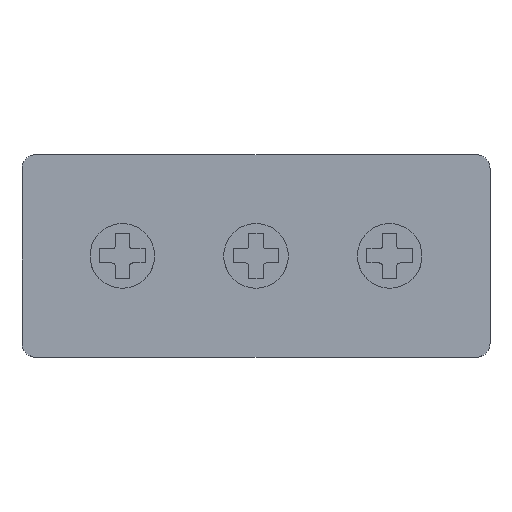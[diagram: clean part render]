
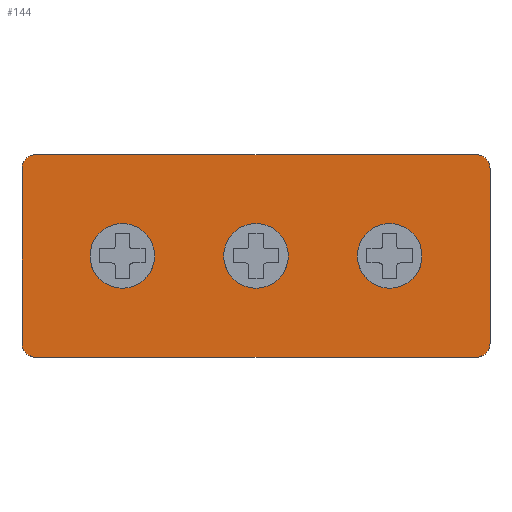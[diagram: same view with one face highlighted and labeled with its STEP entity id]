
A CAD part, top view. The second image highlights one B-rep face of the part: STEP entity #144.
In plain terms, the highlighted planar face has unit normal (0, 0, 1).
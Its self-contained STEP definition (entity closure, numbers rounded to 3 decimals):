
#27=CARTESIAN_POINT('',(0.11,0.009,2.));
#28=DIRECTION('',(0.,0.,-1.));
#29=DIRECTION('',(-0.,-1.,-0.));
#30=AXIS2_PLACEMENT_3D('',#27,#28,#29);
#31=PLANE('',#30);
#32=CARTESIAN_POINT('',(12.,-2.9,2.));
#33=VERTEX_POINT('',#32);
#34=CARTESIAN_POINT('',(12.,0.,2.));
#35=DIRECTION('',(-0.,-0.,1.));
#36=DIRECTION('',(-0.,-1.,-0.));
#37=AXIS2_PLACEMENT_3D('',#34,#35,#36);
#38=CIRCLE('',#37,2.9);
#39=EDGE_CURVE('',#33,#33,#38,.T.);
#40=ORIENTED_EDGE('',*,*,#39,.F.);
#41=EDGE_LOOP('',(#40));
#42=FACE_BOUND('',#41,.T.);
#43=CARTESIAN_POINT('',(-12.,-2.9,2.));
#44=VERTEX_POINT('',#43);
#45=CARTESIAN_POINT('',(-12.,0.,2.));
#46=DIRECTION('',(-0.,-0.,1.));
#47=DIRECTION('',(-0.,-1.,-0.));
#48=AXIS2_PLACEMENT_3D('',#45,#46,#47);
#49=CIRCLE('',#48,2.9);
#50=EDGE_CURVE('',#44,#44,#49,.T.);
#51=ORIENTED_EDGE('',*,*,#50,.F.);
#52=EDGE_LOOP('',(#51));
#53=FACE_BOUND('',#52,.T.);
#54=CARTESIAN_POINT('',(-19.756,-9.1,2.));
#55=VERTEX_POINT('',#54);
#56=CARTESIAN_POINT('',(19.756,-9.1,2.));
#57=VERTEX_POINT('',#56);
#58=CARTESIAN_POINT('',(-19.756,-9.1,2.));
#59=DIRECTION('',(1.,-0.,-0.));
#60=VECTOR('',#59,39.513);
#61=LINE('',#58,#60);
#62=EDGE_CURVE('',#55,#57,#61,.T.);
#63=ORIENTED_EDGE('',*,*,#62,.T.);
#64=CARTESIAN_POINT('',(21.006,-7.85,2.));
#65=VERTEX_POINT('',#64);
#66=CARTESIAN_POINT('',(19.756,-7.85,2.));
#67=DIRECTION('',(-0.,-0.,1.));
#68=DIRECTION('',(-0.,-1.,-0.));
#69=AXIS2_PLACEMENT_3D('',#66,#67,#68);
#70=CIRCLE('',#69,1.25);
#71=EDGE_CURVE('',#57,#65,#70,.T.);
#72=ORIENTED_EDGE('',*,*,#71,.T.);
#73=CARTESIAN_POINT('',(21.006,7.85,2.));
#74=VERTEX_POINT('',#73);
#75=CARTESIAN_POINT('',(21.006,-7.85,2.));
#76=DIRECTION('',(-0.,1.,0.));
#77=VECTOR('',#76,15.7);
#78=LINE('',#75,#77);
#79=EDGE_CURVE('',#65,#74,#78,.T.);
#80=ORIENTED_EDGE('',*,*,#79,.T.);
#81=CARTESIAN_POINT('',(19.756,9.1,2.));
#82=VERTEX_POINT('',#81);
#83=CARTESIAN_POINT('',(19.756,7.85,2.));
#84=DIRECTION('',(-0.,-0.,1.));
#85=DIRECTION('',(-0.,-1.,-0.));
#86=AXIS2_PLACEMENT_3D('',#83,#84,#85);
#87=CIRCLE('',#86,1.25);
#88=EDGE_CURVE('',#74,#82,#87,.T.);
#89=ORIENTED_EDGE('',*,*,#88,.T.);
#90=CARTESIAN_POINT('',(-19.756,9.1,2.));
#91=VERTEX_POINT('',#90);
#92=CARTESIAN_POINT('',(19.756,9.1,2.));
#93=DIRECTION('',(-1.,0.,0.));
#94=VECTOR('',#93,39.513);
#95=LINE('',#92,#94);
#96=EDGE_CURVE('',#82,#91,#95,.T.);
#97=ORIENTED_EDGE('',*,*,#96,.T.);
#98=CARTESIAN_POINT('',(-21.006,7.85,2.));
#99=VERTEX_POINT('',#98);
#100=CARTESIAN_POINT('',(-19.756,7.85,2.));
#101=DIRECTION('',(-0.,-0.,1.));
#102=DIRECTION('',(-0.,-1.,-0.));
#103=AXIS2_PLACEMENT_3D('',#100,#101,#102);
#104=CIRCLE('',#103,1.25);
#105=EDGE_CURVE('',#91,#99,#104,.T.);
#106=ORIENTED_EDGE('',*,*,#105,.T.);
#107=CARTESIAN_POINT('',(-21.006,-7.85,2.));
#108=VERTEX_POINT('',#107);
#109=CARTESIAN_POINT('',(-21.006,7.85,2.));
#110=DIRECTION('',(-0.,-1.,-0.));
#111=VECTOR('',#110,15.7);
#112=LINE('',#109,#111);
#113=EDGE_CURVE('',#99,#108,#112,.T.);
#114=ORIENTED_EDGE('',*,*,#113,.T.);
#115=CARTESIAN_POINT('',(-19.756,-7.85,2.));
#116=DIRECTION('',(-0.,-0.,1.));
#117=DIRECTION('',(-0.,-1.,-0.));
#118=AXIS2_PLACEMENT_3D('',#115,#116,#117);
#119=CIRCLE('',#118,1.25);
#120=EDGE_CURVE('',#108,#55,#119,.T.);
#121=ORIENTED_EDGE('',*,*,#120,.T.);
#122=EDGE_LOOP('',(#63,#72,#80,#89,#97,#106,#114,#121));
#123=FACE_BOUND('',#122,.T.);
#124=CARTESIAN_POINT('',(0.,-2.9,2.));
#125=VERTEX_POINT('',#124);
#126=CARTESIAN_POINT('',(0.,2.9,2.));
#127=VERTEX_POINT('',#126);
#128=CARTESIAN_POINT('',(0.,0.,2.));
#129=DIRECTION('',(-0.,-0.,1.));
#130=DIRECTION('',(0.,1.,0.));
#131=AXIS2_PLACEMENT_3D('',#128,#129,#130);
#132=CIRCLE('',#131,2.9);
#133=EDGE_CURVE('',#125,#127,#132,.T.);
#134=ORIENTED_EDGE('',*,*,#133,.F.);
#135=CARTESIAN_POINT('',(0.,0.,2.));
#136=DIRECTION('',(-0.,-0.,1.));
#137=DIRECTION('',(0.,1.,0.));
#138=AXIS2_PLACEMENT_3D('',#135,#136,#137);
#139=CIRCLE('',#138,2.9);
#140=EDGE_CURVE('',#127,#125,#139,.T.);
#141=ORIENTED_EDGE('',*,*,#140,.F.);
#142=EDGE_LOOP('',(#134,#141));
#143=FACE_BOUND('',#142,.T.);
#144=ADVANCED_FACE('',(#42,#53,#123,#143),#31,.F.);
